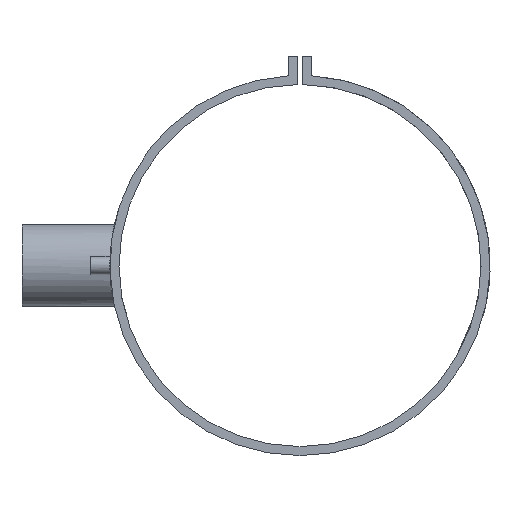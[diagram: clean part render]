
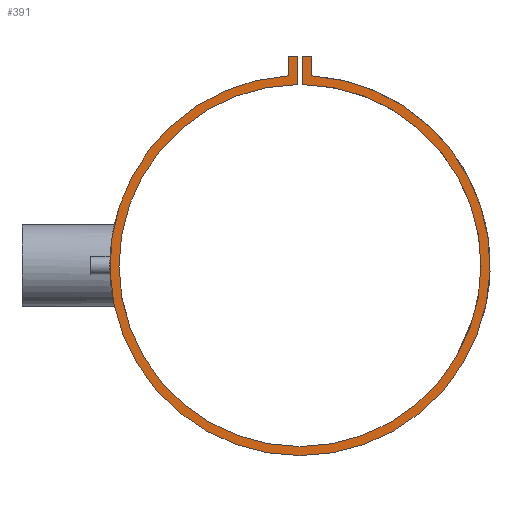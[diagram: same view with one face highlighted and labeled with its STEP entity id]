
A CAD part, left-side view. The second image highlights one B-rep face of the part: STEP entity #391.
In plain terms, the highlighted planar face has unit normal (-1, 0, 0).
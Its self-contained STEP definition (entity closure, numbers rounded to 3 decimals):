
#65 = LINE ( 'NONE', #1627, #998 ) ;
#85 = DIRECTION ( 'NONE',  ( 0., 0., 1. ) ) ;
#94 = CARTESIAN_POINT ( 'NONE',  ( -80., -9., 161.724 ) ) ;
#106 = AXIS2_PLACEMENT_3D ( 'NONE', #193, #799, #1372 ) ;
#109 = VERTEX_POINT ( 'NONE', #299 ) ;
#135 = AXIS2_PLACEMENT_3D ( 'NONE', #817, #1523, #1106 ) ;
#165 = AXIS2_PLACEMENT_3D ( 'NONE', #1023, #868, #566 ) ;
#193 = CARTESIAN_POINT ( 'NONE',  ( -80., 0., 0. ) ) ;
#199 = VERTEX_POINT ( 'NONE', #1213 ) ;
#246 = FACE_OUTER_BOUND ( 'NONE', #1310, .T. ) ;
#252 = CARTESIAN_POINT ( 'NONE',  ( -80., 2., 139.986 ) ) ;
#259 = VECTOR ( 'NONE', #1828, 1000. ) ;
#261 = ORIENTED_EDGE ( 'NONE', *, *, #1466, .F. ) ;
#264 = EDGE_CURVE ( 'NONE', #1218, #1715, #1096, .T. ) ;
#266 = EDGE_CURVE ( 'NONE', #367, #1251, #547, .T. ) ;
#299 = CARTESIAN_POINT ( 'NONE',  ( -80., -2., 139.986 ) ) ;
#367 = VERTEX_POINT ( 'NONE', #1387 ) ;
#388 = EDGE_CURVE ( 'NONE', #109, #1130, #978, .T. ) ;
#391 = ADVANCED_FACE ( 'NONE', ( #246 ), #1268, .F. ) ;
#397 = LINE ( 'NONE', #1136, #968 ) ;
#405 = ORIENTED_EDGE ( 'NONE', *, *, #264, .F. ) ;
#413 = VECTOR ( 'NONE', #1820, 1000. ) ;
#464 = ORIENTED_EDGE ( 'NONE', *, *, #515, .F. ) ;
#477 = CARTESIAN_POINT ( 'NONE',  ( -80., -9., 146.724 ) ) ;
#509 = DIRECTION ( 'NONE',  ( 0., -1., 0. ) ) ;
#515 = EDGE_CURVE ( 'NONE', #1130, #367, #65, .T. ) ;
#547 = LINE ( 'NONE', #94, #413 ) ;
#566 = DIRECTION ( 'NONE',  ( 0., 0., -1. ) ) ;
#591 = CARTESIAN_POINT ( 'NONE',  ( -80., -2., 161.724 ) ) ;
#598 = CIRCLE ( 'NONE', #165, 147. ) ;
#620 = CARTESIAN_POINT ( 'NONE',  ( -80., 2., 161.724 ) ) ;
#700 = CARTESIAN_POINT ( 'NONE',  ( -80., 9., 161.724 ) ) ;
#713 = EDGE_CURVE ( 'NONE', #910, #1218, #397, .T. ) ;
#719 = VECTOR ( 'NONE', #85, 1000. ) ;
#799 = DIRECTION ( 'NONE',  ( -1., 0., 0. ) ) ;
#817 = CARTESIAN_POINT ( 'NONE',  ( -80., 0., 0. ) ) ;
#868 = DIRECTION ( 'NONE',  ( 1., 0., 0. ) ) ;
#873 = EDGE_CURVE ( 'NONE', #1251, #199, #598, .T. ) ;
#910 = VERTEX_POINT ( 'NONE', #1009 ) ;
#968 = VECTOR ( 'NONE', #1668, 1000. ) ;
#978 = LINE ( 'NONE', #1542, #719 ) ;
#998 = VECTOR ( 'NONE', #509, 1000. ) ;
#1009 = CARTESIAN_POINT ( 'NONE',  ( -80., 9., 161.724 ) ) ;
#1014 = LINE ( 'NONE', #700, #259 ) ;
#1023 = CARTESIAN_POINT ( 'NONE',  ( -80., 0., 0. ) ) ;
#1053 = ORIENTED_EDGE ( 'NONE', *, *, #1665, .F. ) ;
#1096 = LINE ( 'NONE', #1829, #1228 ) ;
#1099 = ORIENTED_EDGE ( 'NONE', *, *, #266, .F. ) ;
#1106 = DIRECTION ( 'NONE',  ( 0., 0., -1. ) ) ;
#1130 = VERTEX_POINT ( 'NONE', #591 ) ;
#1136 = CARTESIAN_POINT ( 'NONE',  ( -80., 9., 161.724 ) ) ;
#1213 = CARTESIAN_POINT ( 'NONE',  ( -80., 9., 146.724 ) ) ;
#1218 = VERTEX_POINT ( 'NONE', #620 ) ;
#1228 = VECTOR ( 'NONE', #1405, 1000. ) ;
#1251 = VERTEX_POINT ( 'NONE', #477 ) ;
#1262 = ORIENTED_EDGE ( 'NONE', *, *, #713, .F. ) ;
#1268 = PLANE ( 'NONE',  #135 ) ;
#1310 = EDGE_LOOP ( 'NONE', ( #1702, #1099, #464, #1434, #1053, #405, #1262, #261 ) ) ;
#1372 = DIRECTION ( 'NONE',  ( 0., 0., -1. ) ) ;
#1387 = CARTESIAN_POINT ( 'NONE',  ( -80., -9., 161.724 ) ) ;
#1405 = DIRECTION ( 'NONE',  ( 0., 0., -1. ) ) ;
#1434 = ORIENTED_EDGE ( 'NONE', *, *, #388, .F. ) ;
#1461 = CIRCLE ( 'NONE', #106, 140. ) ;
#1466 = EDGE_CURVE ( 'NONE', #199, #910, #1014, .T. ) ;
#1523 = DIRECTION ( 'NONE',  ( 1., 0., 0. ) ) ;
#1542 = CARTESIAN_POINT ( 'NONE',  ( -80., -2., 161.724 ) ) ;
#1627 = CARTESIAN_POINT ( 'NONE',  ( -80., -2., 161.724 ) ) ;
#1665 = EDGE_CURVE ( 'NONE', #1715, #109, #1461, .T. ) ;
#1668 = DIRECTION ( 'NONE',  ( 0., -1., 0. ) ) ;
#1702 = ORIENTED_EDGE ( 'NONE', *, *, #873, .F. ) ;
#1715 = VERTEX_POINT ( 'NONE', #252 ) ;
#1820 = DIRECTION ( 'NONE',  ( 0., 0., -1. ) ) ;
#1828 = DIRECTION ( 'NONE',  ( 0., 0., 1. ) ) ;
#1829 = CARTESIAN_POINT ( 'NONE',  ( -80., 2., 161.724 ) ) ;
